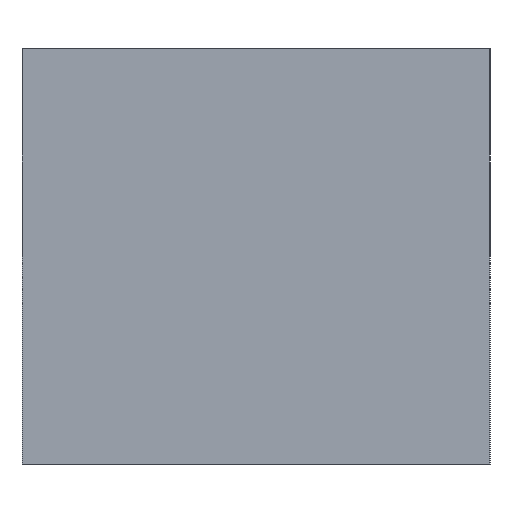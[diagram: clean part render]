
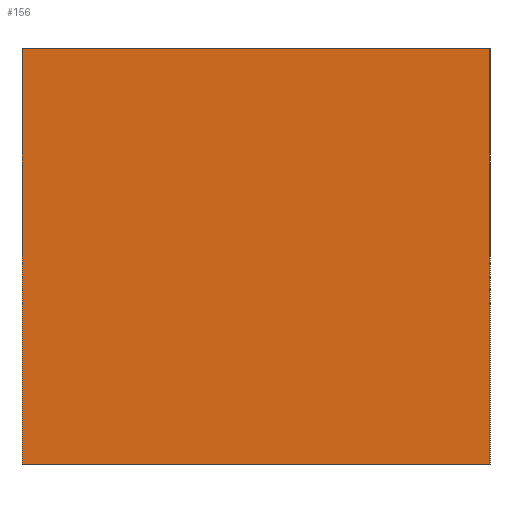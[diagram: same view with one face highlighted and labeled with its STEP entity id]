
A CAD part, left-side view. The second image highlights one B-rep face of the part: STEP entity #156.
In plain terms, the highlighted planar face has unit normal (-1, 0, 0).
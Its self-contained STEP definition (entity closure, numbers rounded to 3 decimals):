
#3 = LINE ( 'NONE', #134, #378 ) ;
#17 = DIRECTION ( 'NONE',  ( 0., 0., -1. ) ) ;
#48 = EDGE_LOOP ( 'NONE', ( #228, #454, #147, #256 ) ) ;
#50 = EDGE_CURVE ( 'NONE', #79, #288, #73, .T. ) ;
#57 = PLANE ( 'NONE',  #132 ) ;
#65 = VECTOR ( 'NONE', #271, 1000. ) ;
#68 = CARTESIAN_POINT ( 'NONE',  ( -1.7, 0.9, 1.6 ) ) ;
#73 = LINE ( 'NONE', #342, #65 ) ;
#79 = VERTEX_POINT ( 'NONE', #426 ) ;
#100 = DIRECTION ( 'NONE',  ( 1., 0., 0. ) ) ;
#108 = CARTESIAN_POINT ( 'NONE',  ( -1.7, -0.9, 3.411 ) ) ;
#132 = AXIS2_PLACEMENT_3D ( 'NONE', #471, #100, #390 ) ;
#134 = CARTESIAN_POINT ( 'NONE',  ( -1.7, 0.9, 3.411 ) ) ;
#147 = ORIENTED_EDGE ( 'NONE', *, *, #524, .T. ) ;
#156 = ADVANCED_FACE ( 'NONE', ( #199 ), #57, .F. ) ;
#199 = FACE_OUTER_BOUND ( 'NONE', #48, .T. ) ;
#228 = ORIENTED_EDGE ( 'NONE', *, *, #339, .F. ) ;
#231 = LINE ( 'NONE', #68, #421 ) ;
#256 = ORIENTED_EDGE ( 'NONE', *, *, #50, .T. ) ;
#271 = DIRECTION ( 'NONE',  ( 0., -1., 0. ) ) ;
#272 = CARTESIAN_POINT ( 'NONE',  ( -1.7, -0.9, 0. ) ) ;
#287 = DIRECTION ( 'NONE',  ( 0., 0., -1. ) ) ;
#288 = VERTEX_POINT ( 'NONE', #272 ) ;
#308 = VECTOR ( 'NONE', #17, 1000. ) ;
#318 = CARTESIAN_POINT ( 'NONE',  ( -1.7, -0.9, 1.6 ) ) ;
#322 = EDGE_CURVE ( 'NONE', #466, #503, #231, .T. ) ;
#339 = EDGE_CURVE ( 'NONE', #466, #288, #507, .T. ) ;
#342 = CARTESIAN_POINT ( 'NONE',  ( -1.7, 0.9, 0. ) ) ;
#377 = CARTESIAN_POINT ( 'NONE',  ( -1.7, 0.9, 1.6 ) ) ;
#378 = VECTOR ( 'NONE', #287, 1000. ) ;
#390 = DIRECTION ( 'NONE',  ( 0., 1., 0. ) ) ;
#421 = VECTOR ( 'NONE', #485, 1000. ) ;
#426 = CARTESIAN_POINT ( 'NONE',  ( -1.7, 0.9, 0. ) ) ;
#454 = ORIENTED_EDGE ( 'NONE', *, *, #322, .T. ) ;
#466 = VERTEX_POINT ( 'NONE', #318 ) ;
#471 = CARTESIAN_POINT ( 'NONE',  ( -1.7, 0.9, 3.411 ) ) ;
#485 = DIRECTION ( 'NONE',  ( 0., 1., 0. ) ) ;
#503 = VERTEX_POINT ( 'NONE', #377 ) ;
#507 = LINE ( 'NONE', #108, #308 ) ;
#524 = EDGE_CURVE ( 'NONE', #503, #79, #3, .T. ) ;
